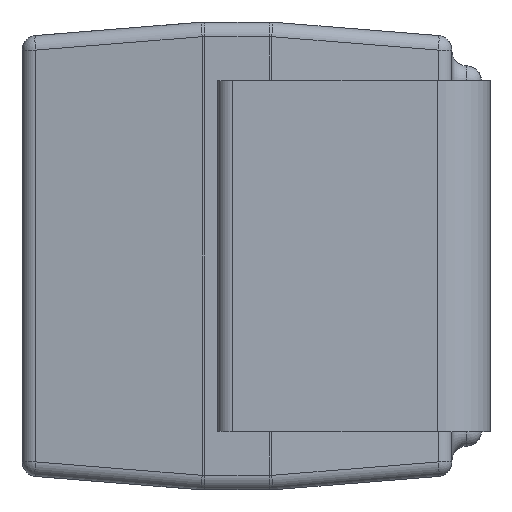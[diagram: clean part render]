
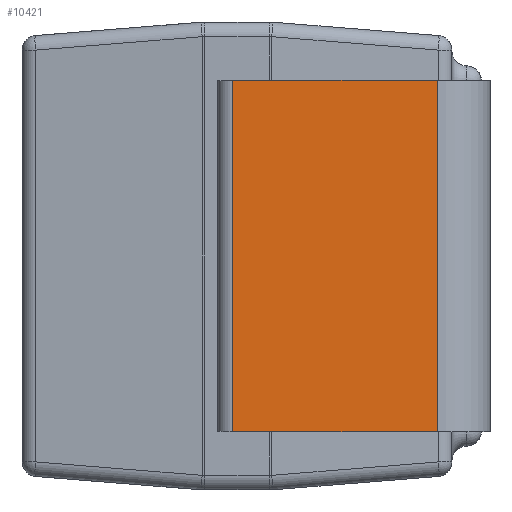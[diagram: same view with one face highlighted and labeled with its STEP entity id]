
A CAD part, left-side view. The second image highlights one B-rep face of the part: STEP entity #10421.
In plain terms, the highlighted planar face has unit normal (-1, 0, 0).
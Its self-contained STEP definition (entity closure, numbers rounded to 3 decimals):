
#2173=DIRECTION('',(0.,-1.,0.));
#2174=VECTOR('',#2173,0.7);
#2175=CARTESIAN_POINT('',(-1.6,0.88,-0.6));
#2176=LINE('',#2175,#2174);
#2410=DIRECTION('',(0.,-1.,0.));
#2411=VECTOR('',#2410,0.7);
#2412=CARTESIAN_POINT('',(-1.6,0.88,0.6));
#2413=LINE('',#2412,#2411);
#3521=DIRECTION('',(0.,0.,-1.));
#3522=VECTOR('',#3521,1.2);
#3523=CARTESIAN_POINT('',(-1.6,0.88,0.6));
#3524=LINE('',#3523,#3522);
#3528=DIRECTION('',(0.,0.,-1.));
#3529=VECTOR('',#3528,1.2);
#3530=CARTESIAN_POINT('',(-1.6,0.18,0.6));
#3531=LINE('',#3530,#3529);
#6956=CARTESIAN_POINT('',(-1.6,0.88,-0.6));
#6958=VERTEX_POINT('',#6956);
#6962=CARTESIAN_POINT('',(-1.6,0.88,0.6));
#6963=VERTEX_POINT('',#6962);
#6973=CARTESIAN_POINT('',(-1.6,0.18,-0.6));
#6975=VERTEX_POINT('',#6973);
#6976=CARTESIAN_POINT('',(-1.6,0.18,0.6));
#6977=VERTEX_POINT('',#6976);
#10409=CARTESIAN_POINT('',(-1.6,0.93,-0.6));
#10410=DIRECTION('',(-1.,0.,0.));
#10411=DIRECTION('',(0.,-1.,0.));
#10412=AXIS2_PLACEMENT_3D('',#10409,#10410,#10411);
#10413=PLANE('',#10412);
#10415=ORIENTED_EDGE('',*,*,#10414,.F.);
#10416=ORIENTED_EDGE('',*,*,#9154,.T.);
#10417=ORIENTED_EDGE('',*,*,#10390,.T.);
#10418=ORIENTED_EDGE('',*,*,#8887,.F.);
#10419=EDGE_LOOP('',(#10415,#10416,#10417,#10418));
#10420=FACE_OUTER_BOUND('',#10419,.F.);
#10421=ADVANCED_FACE('',(#10420),#10413,.T.);
#8887=EDGE_CURVE('',#6958,#6975,#2176,.T.);
#9154=EDGE_CURVE('',#6963,#6977,#2413,.T.);
#10390=EDGE_CURVE('',#6977,#6975,#3531,.T.);
#10414=EDGE_CURVE('',#6963,#6958,#3524,.T.);
